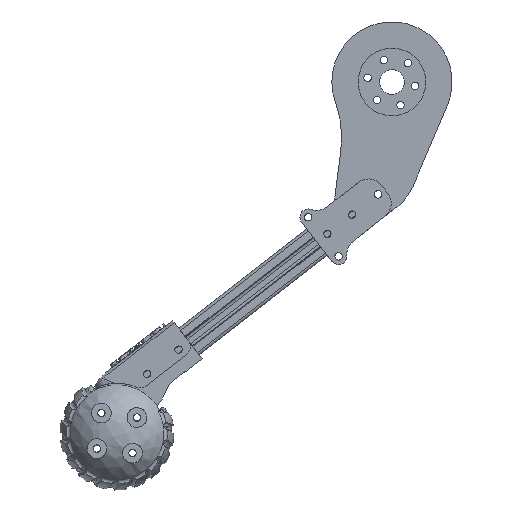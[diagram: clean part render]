
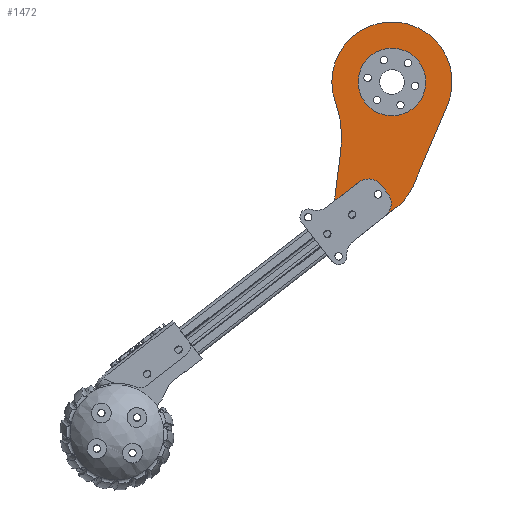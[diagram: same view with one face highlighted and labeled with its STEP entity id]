
A CAD part, front view. The second image highlights one B-rep face of the part: STEP entity #1472.
In plain terms, the highlighted planar face has unit normal (0, -1, 0).
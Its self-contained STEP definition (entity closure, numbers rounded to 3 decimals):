
#1472=ADVANCED_FACE('',(#2045,#2046),#1703,.F.);
#1703=PLANE('',#11299);
#2045=FACE_BOUND('',#2858,.T.);
#2046=FACE_BOUND('',#2859,.T.);
#2858=EDGE_LOOP('',(#5558,#5559,#5560,#5561,#5562,#5563,#5564,#5565,#5566,
#5567,#5568));
#2859=EDGE_LOOP('',(#5569));
#5558=ORIENTED_EDGE('',*,*,#8071,.T.);
#5559=ORIENTED_EDGE('',*,*,#8072,.F.);
#5560=ORIENTED_EDGE('',*,*,#8073,.T.);
#5561=ORIENTED_EDGE('',*,*,#8062,.T.);
#5562=ORIENTED_EDGE('',*,*,#8074,.T.);
#5563=ORIENTED_EDGE('',*,*,#8075,.T.);
#5564=ORIENTED_EDGE('',*,*,#8076,.T.);
#5565=ORIENTED_EDGE('',*,*,#8077,.T.);
#5566=ORIENTED_EDGE('',*,*,#8078,.T.);
#5567=ORIENTED_EDGE('',*,*,#8079,.T.);
#5568=ORIENTED_EDGE('',*,*,#8066,.F.);
#5569=ORIENTED_EDGE('',*,*,#8080,.T.);
#6671=VERTEX_POINT('',#24257);
#6672=VERTEX_POINT('',#24259);
#6675=VERTEX_POINT('',#24266);
#6676=VERTEX_POINT('',#24268);
#6680=VERTEX_POINT('',#24278);
#6681=VERTEX_POINT('',#24280);
#6682=VERTEX_POINT('',#24283);
#6683=VERTEX_POINT('',#24285);
#6684=VERTEX_POINT('',#24287);
#6685=VERTEX_POINT('',#24289);
#6686=VERTEX_POINT('',#24291);
#6687=VERTEX_POINT('',#24294);
#8062=EDGE_CURVE('',#6672,#6671,#9736,.T.);
#8066=EDGE_CURVE('',#6675,#6676,#9739,.T.);
#8071=EDGE_CURVE('',#6675,#6680,#9089,.T.);
#8072=EDGE_CURVE('',#6681,#6680,#9744,.T.);
#8073=EDGE_CURVE('',#6681,#6672,#9090,.T.);
#8074=EDGE_CURVE('',#6671,#6682,#9091,.T.);
#8075=EDGE_CURVE('',#6682,#6683,#9745,.T.);
#8076=EDGE_CURVE('',#6683,#6684,#9092,.T.);
#8077=EDGE_CURVE('',#6684,#6685,#9093,.T.);
#8078=EDGE_CURVE('',#6685,#6686,#9746,.T.);
#8079=EDGE_CURVE('',#6686,#6676,#9094,.T.);
#8080=EDGE_CURVE('',#6687,#6687,#9095,.T.);
#9089=CIRCLE('',#11292,10.);
#9090=CIRCLE('',#11293,10.);
#9091=CIRCLE('',#11294,32.);
#9092=CIRCLE('',#11295,36.422);
#9093=CIRCLE('',#11296,60.);
#9094=CIRCLE('',#11297,6.);
#9095=CIRCLE('',#11298,20.5);
#9736=LINE('',#24258,#10386);
#9739=LINE('',#24267,#10389);
#9744=LINE('',#24279,#10394);
#9745=LINE('',#24284,#10395);
#9746=LINE('',#24290,#10396);
#10386=VECTOR('',#13551,1.);
#10389=VECTOR('',#13558,1.);
#10394=VECTOR('',#13567,1.);
#10395=VECTOR('',#13572,1.);
#10396=VECTOR('',#13577,1.);
#11292=AXIS2_PLACEMENT_3D('',#24277,#13565,#13566);
#11293=AXIS2_PLACEMENT_3D('',#24281,#13568,#13569);
#11294=AXIS2_PLACEMENT_3D('',#24282,#13570,#13571);
#11295=AXIS2_PLACEMENT_3D('',#24286,#13573,#13574);
#11296=AXIS2_PLACEMENT_3D('',#24288,#13575,#13576);
#11297=AXIS2_PLACEMENT_3D('',#24292,#13578,#13579);
#11298=AXIS2_PLACEMENT_3D('',#24293,#13580,#13581);
#11299=AXIS2_PLACEMENT_3D('',#24295,#13582,#13583);
#13551=DIRECTION('',(0.789,0.,0.614));
#13558=DIRECTION('',(-0.789,0.,-0.614));
#13565=DIRECTION('',(0.,1.,0.));
#13566=DIRECTION('',(-0.633,0.,0.774));
#13567=DIRECTION('',(-0.614,0.,0.789));
#13568=DIRECTION('',(0.,1.,0.));
#13569=DIRECTION('',(-0.633,0.,0.774));
#13570=DIRECTION('',(0.,-1.,0.));
#13571=DIRECTION('',(-0.633,0.,0.774));
#13572=DIRECTION('',(0.392,0.,0.92));
#13573=DIRECTION('',(0.,-1.,0.));
#13574=DIRECTION('',(-0.633,0.,0.774));
#13575=DIRECTION('',(0.,1.,0.));
#13576=DIRECTION('',(-0.633,0.,0.774));
#13577=DIRECTION('',(-0.123,0.,-0.992));
#13578=DIRECTION('',(0.,1.,0.));
#13579=DIRECTION('',(-0.633,0.,0.774));
#13580=DIRECTION('',(0.,1.,0.));
#13581=DIRECTION('',(-0.633,0.,0.774));
#13582=DIRECTION('',(0.,1.,0.));
#13583=DIRECTION('',(-0.774,0.,-0.633));
#24257=CARTESIAN_POINT('',(213.835,110.26,-161.555));
#24258=CARTESIAN_POINT('',(206.552,110.258,-167.217));
#24259=CARTESIAN_POINT('',(206.552,110.258,-167.217));
#24266=CARTESIAN_POINT('',(190.529,110.258,-146.609));
#24267=CARTESIAN_POINT('',(190.529,110.258,-146.609));
#24268=CARTESIAN_POINT('',(174.078,110.253,-159.399));
#24277=CARTESIAN_POINT('',(196.667,110.258,-154.504));
#24278=CARTESIAN_POINT('',(204.562,110.26,-148.366));
#24279=CARTESIAN_POINT('',(204.562,110.26,-148.366));
#24280=CARTESIAN_POINT('',(208.308,110.26,-153.185));
#24281=CARTESIAN_POINT('',(200.414,110.258,-159.323));
#24282=CARTESIAN_POINT('',(194.194,110.26,-136.292));
#24283=CARTESIAN_POINT('',(223.638,110.263,-148.822));
#24284=CARTESIAN_POINT('',(217.456,110.26,-163.35));
#24285=CARTESIAN_POINT('',(244.393,110.273,-100.051));
#24286=CARTESIAN_POINT('',(210.879,110.27,-85.789));
#24287=CARTESIAN_POINT('',(176.702,110.262,-98.38));
#24288=CARTESIAN_POINT('',(120.401,110.25,-119.121));
#24289=CARTESIAN_POINT('',(179.942,110.259,-126.53));
#24290=CARTESIAN_POINT('',(176.77,110.255,-152.028));
#24291=CARTESIAN_POINT('',(176.35,110.254,-155.403));
#24292=CARTESIAN_POINT('',(170.396,110.254,-154.662));
#24293=CARTESIAN_POINT('',(210.878,110.27,-85.775));
#24294=CARTESIAN_POINT('',(197.904,110.27,-69.903));
#24295=CARTESIAN_POINT('',(196.667,110.258,-154.504));
